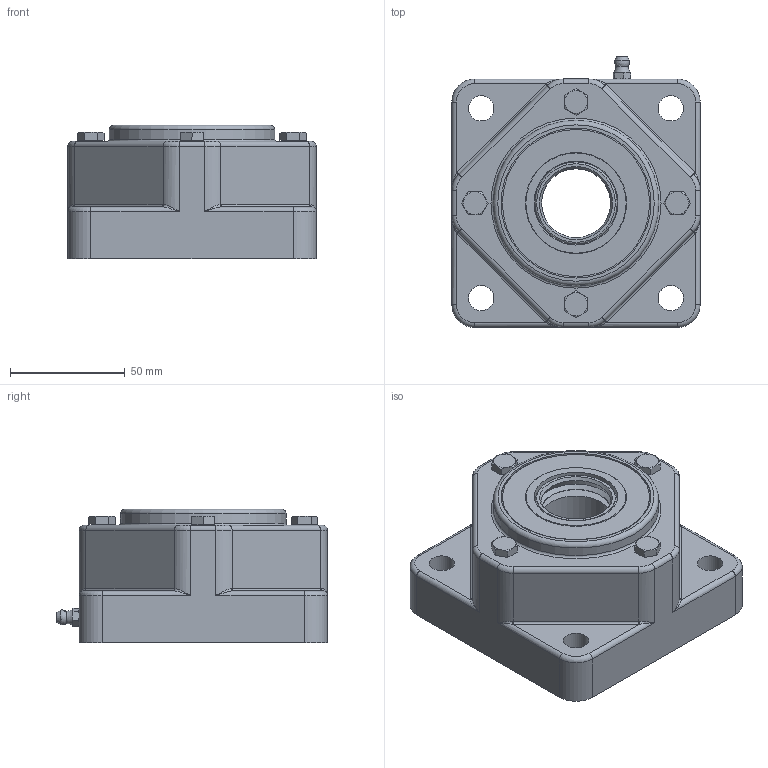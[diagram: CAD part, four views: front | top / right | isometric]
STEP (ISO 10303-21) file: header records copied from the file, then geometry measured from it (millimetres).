
FILE_DESCRIPTION(/* description */ (''),/* implementation_level */ '2;1');
FILE_NAME(/* name */ 'NG30F41.stp',/* time_stamp */ '2015-10-30T11:26:13+01:00',/* author */ ('fje'),/* organization */ (''),/* preprocessor_version */ 'ST-DEVELOPER v15.2',/* originating_system */ 'Autodesk Inventor 2014',/* authorisation */ '');
FILE_SCHEMA (('AUTOMOTIVE_DESIGN { 1 0 10303 214 3 1 1 }'));
Length unit declared in the file: millimetre
Products named in the file (1): Part70
Bounding box: 108 x 117.8 x 58 mm (x, y, z)
Volume: 397887.1 mm3; surface area: 94089 mm2
Topology: 6 solids, 18 shells, 450 faces, 1083 edges, 682 vertices
Faces by surface type: plane 168, cylinder 145, cone 79, torus 45, bspline 8, sphere 5
Full cylindrical faces by diameter (mm): 2.4 x1, 3 x1, 4 x1, 4.917 x4, 5.459 x4, 6 x7, 6.5 x4, 8 x2, 8.7 x4, 9 x4, 11 x4, 30 x2, 34.2 x2, 36.5 x2, 37.4 x2, 40 x2, 40.25 x2, 42.15 x1, 43.6 x1, 44 x2, 51.65 x1, 53.55 x4, 64 x2, 65.2 x1, 70.2 x2, 71.86 x3, 72 x1
Entity records: 13107 total; most frequent: CARTESIAN_POINT 3016, DIRECTION 2082, ORIENTED_EDGE 1818, EDGE_CURVE 897, AXIS2_PLACEMENT_3D 876, EDGE_LOOP 645, VERTEX_POINT 628, ADVANCED_FACE 450
